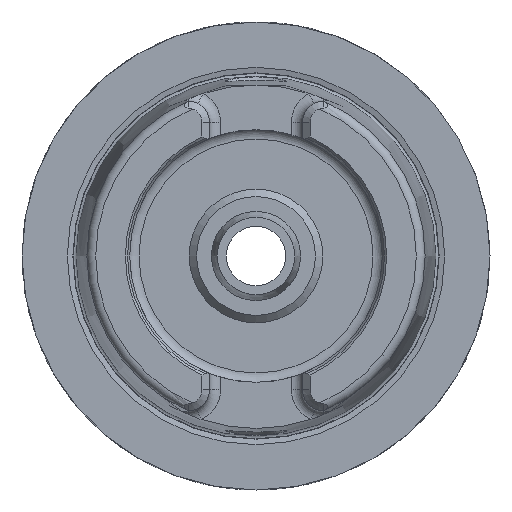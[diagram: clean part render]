
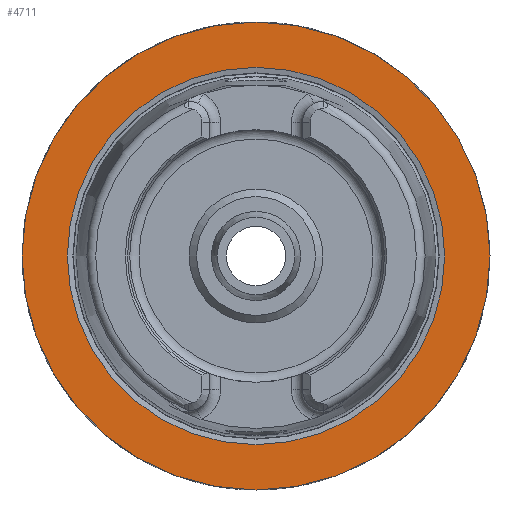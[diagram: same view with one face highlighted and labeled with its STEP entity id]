
A CAD part, left-side view. The second image highlights one B-rep face of the part: STEP entity #4711.
In plain terms, the highlighted planar face has unit normal (-1, 0, 0).
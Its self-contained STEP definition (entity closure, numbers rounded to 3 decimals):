
#3902=CARTESIAN_POINT('',(0.0,31.5,0.0));
#3903=VERTEX_POINT('',#3902);
#3904=CARTESIAN_POINT('',(0.0,0.0,0.0));
#3905=DIRECTION('',(1.0,0.0,0.0));
#3906=DIRECTION('',(0.0,1.0,0.0));
#3907=AXIS2_PLACEMENT_3D('',#3904,#3905,#3906);
#3908=CIRCLE('',#3907,31.5);
#3909=EDGE_CURVE('',#3903,#3903,#3908,.T.);
#4685=CARTESIAN_POINT('',(0.0,25.4,0.0));
#4686=VERTEX_POINT('',#4685);
#4687=CARTESIAN_POINT('',(0.0,0.0,0.0));
#4688=DIRECTION('',(1.0,0.0,0.0));
#4689=DIRECTION('',(0.0,1.0,0.0));
#4690=AXIS2_PLACEMENT_3D('',#4687,#4688,#4689);
#4691=CIRCLE('',#4690,25.4);
#4692=EDGE_CURVE('',#4686,#4686,#4691,.T.);
#4700=CARTESIAN_POINT('',(0.0,28.45,0.0));
#4701=DIRECTION('',(-1.0,0.0,0.0));
#4702=DIRECTION('',(0.0,0.0,1.0));
#4703=AXIS2_PLACEMENT_3D('',#4700,#4701,#4702);
#4704=PLANE('',#4703);
#4705=ORIENTED_EDGE('',*,*,#3909,.F.);
#4706=EDGE_LOOP('',(#4705));
#4707=FACE_OUTER_BOUND('',#4706,.T.);
#4708=ORIENTED_EDGE('',*,*,#4692,.T.);
#4709=EDGE_LOOP('',(#4708));
#4710=FACE_BOUND('',#4709,.T.);
#4711=ADVANCED_FACE('',(#4707,#4710),#4704,.T.);
